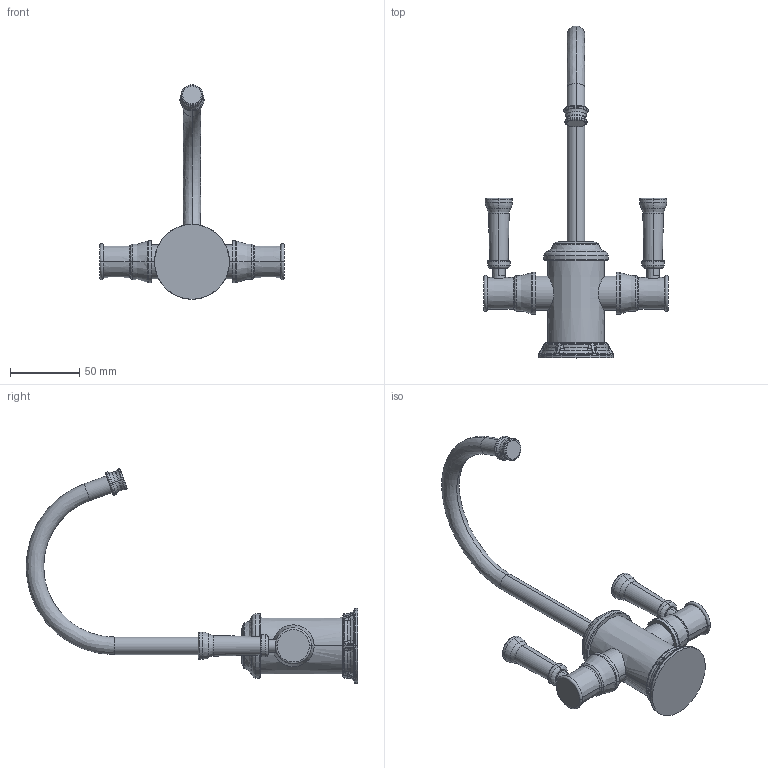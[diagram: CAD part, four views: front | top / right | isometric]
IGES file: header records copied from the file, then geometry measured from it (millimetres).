
Start section:  PTC IGES file: 3210-5603.igs
Global section: file name: 3210-5603.igs; native system: Creo Parametric by PTC Inc.; preprocessor: 2018400; author: jinson.thomas; organization: Unknown; date: 20210422.120651; units: inch
Bounding box: 133.1 x 239.4 x 154.7 mm (x, y, z)
Volume: 217139.6 mm3; surface area: 42383.6 mm2
Topology: 1 solids, 1 shells, 312 faces, 676 edges, 382 vertices
Faces by surface type: revolution 176, bspline 136
